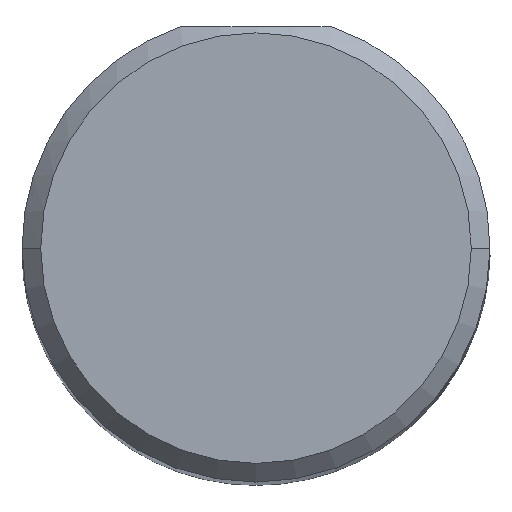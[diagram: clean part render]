
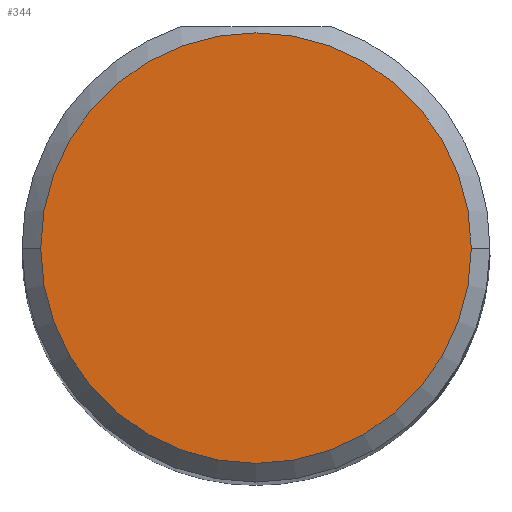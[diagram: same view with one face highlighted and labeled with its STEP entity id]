
A CAD part, top view. The second image highlights one B-rep face of the part: STEP entity #344.
In plain terms, the highlighted planar face has unit normal (0, 0, 1).
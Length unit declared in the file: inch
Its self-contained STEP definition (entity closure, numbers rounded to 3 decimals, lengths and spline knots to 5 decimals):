
#13 = VERTEX_POINT ( 'NONE', #302 ) ;
#33 = DIRECTION ( 'NONE',  ( 1., 0., 0. ) ) ;
#40 = EDGE_LOOP ( 'NONE', ( #481, #177 ) ) ;
#111 = FACE_OUTER_BOUND ( 'NONE', #40, .T. ) ;
#122 = DIRECTION ( 'NONE',  ( 0., 0., 1. ) ) ;
#124 = CARTESIAN_POINT ( 'NONE',  ( -0.1725, 0., 4. ) ) ;
#131 = CIRCLE ( 'NONE', #521, 0.1725 ) ;
#133 = EDGE_CURVE ( 'NONE', #13, #503, #131, .T. ) ;
#140 = AXIS2_PLACEMENT_3D ( 'NONE', #212, #371, #552 ) ;
#164 = EDGE_CURVE ( 'NONE', #503, #13, #530, .T. ) ;
#177 = ORIENTED_EDGE ( 'NONE', *, *, #133, .T. ) ;
#193 = PLANE ( 'NONE',  #279 ) ;
#212 = CARTESIAN_POINT ( 'NONE',  ( 0., 0., 4. ) ) ;
#238 = DIRECTION ( 'NONE',  ( 1., 0., 0. ) ) ;
#279 = AXIS2_PLACEMENT_3D ( 'NONE', #507, #284, #238 ) ;
#284 = DIRECTION ( 'NONE',  ( 0., 0., 1. ) ) ;
#302 = CARTESIAN_POINT ( 'NONE',  ( 0.1725, 0., 4. ) ) ;
#336 = CARTESIAN_POINT ( 'NONE',  ( 0., 0., 4. ) ) ;
#344 = ADVANCED_FACE ( 'NONE', ( #111 ), #193, .T. ) ;
#371 = DIRECTION ( 'NONE',  ( 0., 0., 1. ) ) ;
#481 = ORIENTED_EDGE ( 'NONE', *, *, #164, .T. ) ;
#503 = VERTEX_POINT ( 'NONE', #124 ) ;
#507 = CARTESIAN_POINT ( 'NONE',  ( 0., 0., 4. ) ) ;
#521 = AXIS2_PLACEMENT_3D ( 'NONE', #336, #122, #33 ) ;
#530 = CIRCLE ( 'NONE', #140, 0.1725 ) ;
#552 = DIRECTION ( 'NONE',  ( 1., 0., 0. ) ) ;
